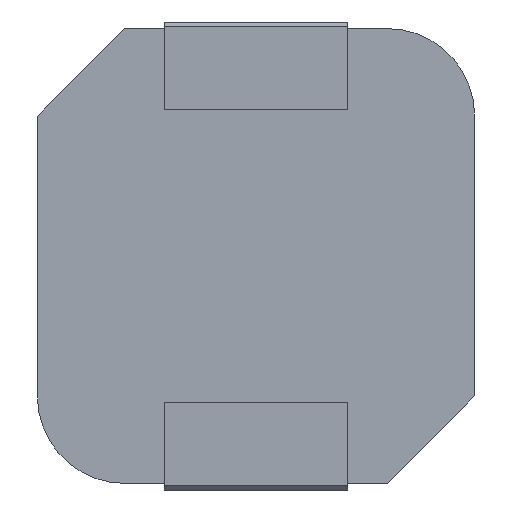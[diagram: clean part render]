
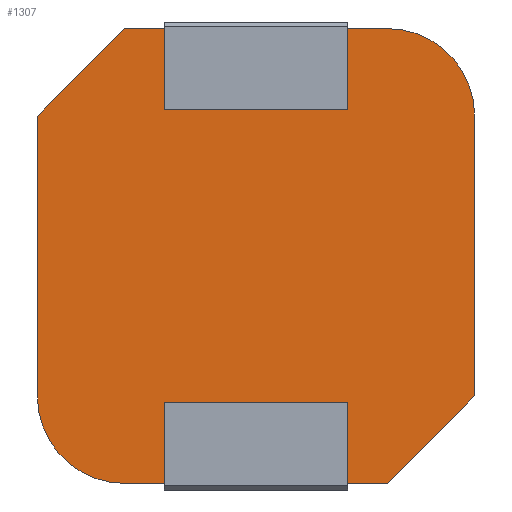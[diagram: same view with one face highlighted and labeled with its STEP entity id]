
A CAD part, front view. The second image highlights one B-rep face of the part: STEP entity #1307.
In plain terms, the highlighted planar face has unit normal (0, -1, 0).
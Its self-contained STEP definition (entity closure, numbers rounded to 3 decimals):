
#1 = CARTESIAN_POINT ( 'NONE',  ( -2.1, 0., 5.2 ) ) ;
#6 = LINE ( 'NONE', #887, #582 ) ;
#8 = LINE ( 'NONE', #324, #630 ) ;
#10 = CARTESIAN_POINT ( 'NONE',  ( -5., 0., 5.2 ) ) ;
#21 = DIRECTION ( 'NONE',  ( 0., 0., 1. ) ) ;
#26 = LINE ( 'NONE', #1369, #373 ) ;
#55 = VERTEX_POINT ( 'NONE', #570 ) ;
#102 = DIRECTION ( 'NONE',  ( 1., 0., 0. ) ) ;
#129 = PLANE ( 'NONE',  #786 ) ;
#186 = VERTEX_POINT ( 'NONE', #1428 ) ;
#194 = DIRECTION ( 'NONE',  ( 0., 0., -1. ) ) ;
#208 = EDGE_CURVE ( 'NONE', #1172, #1310, #1150, .T. ) ;
#219 = DIRECTION ( 'NONE',  ( 0., 0., 1. ) ) ;
#227 = CARTESIAN_POINT ( 'NONE',  ( -2.1, 0., 3.35 ) ) ;
#230 = VECTOR ( 'NONE', #621, 1000. ) ;
#255 = DIRECTION ( 'NONE',  ( 0., 0., -1. ) ) ;
#270 = VECTOR ( 'NONE', #102, 1000. ) ;
#291 = VERTEX_POINT ( 'NONE', #1574 ) ;
#293 = EDGE_CURVE ( 'NONE', #1104, #1214, #709, .T. ) ;
#300 = CARTESIAN_POINT ( 'NONE',  ( 2.1, 0., 5.2 ) ) ;
#311 = ORIENTED_EDGE ( 'NONE', *, *, #771, .T. ) ;
#324 = CARTESIAN_POINT ( 'NONE',  ( -2.1, 0., -5.35 ) ) ;
#336 = EDGE_CURVE ( 'NONE', #647, #551, #971, .T. ) ;
#353 = ORIENTED_EDGE ( 'NONE', *, *, #1285, .T. ) ;
#363 = CARTESIAN_POINT ( 'NONE',  ( -2.1, 0., 5.35 ) ) ;
#367 = VERTEX_POINT ( 'NONE', #673 ) ;
#370 = CARTESIAN_POINT ( 'NONE',  ( 3., 0., 5.2 ) ) ;
#373 = VECTOR ( 'NONE', #533, 1000. ) ;
#375 = DIRECTION ( 'NONE',  ( 1., 0., 0. ) ) ;
#435 = ORIENTED_EDGE ( 'NONE', *, *, #293, .T. ) ;
#450 = CARTESIAN_POINT ( 'NONE',  ( 3., 0., 3.2 ) ) ;
#498 = DIRECTION ( 'NONE',  ( -1., 0., 0. ) ) ;
#508 = VERTEX_POINT ( 'NONE', #300 ) ;
#523 = ORIENTED_EDGE ( 'NONE', *, *, #1249, .F. ) ;
#528 = VECTOR ( 'NONE', #375, 1000. ) ;
#533 = DIRECTION ( 'NONE',  ( 1., 0., 0. ) ) ;
#551 = VERTEX_POINT ( 'NONE', #1 ) ;
#566 = CARTESIAN_POINT ( 'NONE',  ( -2.1, 0., 3.35 ) ) ;
#570 = CARTESIAN_POINT ( 'NONE',  ( -2.1, 0., -5.2 ) ) ;
#582 = VECTOR ( 'NONE', #1108, 1000. ) ;
#601 = EDGE_CURVE ( 'NONE', #551, #1246, #1080, .T. ) ;
#618 = DIRECTION ( 'NONE',  ( 0., -1., 0. ) ) ;
#619 = CARTESIAN_POINT ( 'NONE',  ( -5., 0., 5.2 ) ) ;
#621 = DIRECTION ( 'NONE',  ( -0.707, 0., -0.707 ) ) ;
#630 = VECTOR ( 'NONE', #219, 1000. ) ;
#641 = CARTESIAN_POINT ( 'NONE',  ( -3., 0., -5.2 ) ) ;
#642 = EDGE_CURVE ( 'NONE', #291, #1446, #858, .T. ) ;
#647 = VERTEX_POINT ( 'NONE', #1561 ) ;
#662 = ORIENTED_EDGE ( 'NONE', *, *, #208, .T. ) ;
#673 = CARTESIAN_POINT ( 'NONE',  ( -2.1, 0., -3.35 ) ) ;
#687 = LINE ( 'NONE', #879, #848 ) ;
#689 = LINE ( 'NONE', #566, #1242 ) ;
#692 = ORIENTED_EDGE ( 'NONE', *, *, #1180, .T. ) ;
#708 = AXIS2_PLACEMENT_3D ( 'NONE', #450, #1290, #194 ) ;
#709 = LINE ( 'NONE', #966, #1021 ) ;
#719 = VERTEX_POINT ( 'NONE', #641 ) ;
#730 = DIRECTION ( 'NONE',  ( 0., 0., -1. ) ) ;
#742 = DIRECTION ( 'NONE',  ( 0., 0., -1. ) ) ;
#743 = CARTESIAN_POINT ( 'NONE',  ( -5., 0., -5.2 ) ) ;
#747 = LINE ( 'NONE', #1471, #903 ) ;
#749 = VERTEX_POINT ( 'NONE', #868 ) ;
#771 = EDGE_CURVE ( 'NONE', #749, #1079, #747, .T. ) ;
#783 = LINE ( 'NONE', #743, #942 ) ;
#786 = AXIS2_PLACEMENT_3D ( 'NONE', #1469, #981, #1100 ) ;
#806 = VECTOR ( 'NONE', #1568, 1000. ) ;
#848 = VECTOR ( 'NONE', #255, 1000. ) ;
#851 = CARTESIAN_POINT ( 'NONE',  ( -4.1, 0., 4.1 ) ) ;
#858 = LINE ( 'NONE', #619, #806 ) ;
#861 = ORIENTED_EDGE ( 'NONE', *, *, #928, .F. ) ;
#868 = CARTESIAN_POINT ( 'NONE',  ( 3., 0., -5.2 ) ) ;
#873 = CARTESIAN_POINT ( 'NONE',  ( 2.1, 0., 5.35 ) ) ;
#879 = CARTESIAN_POINT ( 'NONE',  ( 5., 0., 5.2 ) ) ;
#887 = CARTESIAN_POINT ( 'NONE',  ( -5., 0., -5.2 ) ) ;
#888 = LINE ( 'NONE', #851, #230 ) ;
#890 = ORIENTED_EDGE ( 'NONE', *, *, #1353, .T. ) ;
#897 = ORIENTED_EDGE ( 'NONE', *, *, #1402, .F. ) ;
#903 = VECTOR ( 'NONE', #1478, 1000. ) ;
#905 = EDGE_LOOP ( 'NONE', ( #1209, #353, #897, #692, #1122, #435, #523, #311, #1379, #662, #861, #1117, #1525, #977, #1274, #890 ) ) ;
#928 = EDGE_CURVE ( 'NONE', #508, #1310, #26, .T. ) ;
#930 = DIRECTION ( 'NONE',  ( 1., 0., 0. ) ) ;
#942 = VECTOR ( 'NONE', #498, 1000. ) ;
#966 = CARTESIAN_POINT ( 'NONE',  ( 2.1, 0., -5.35 ) ) ;
#971 = LINE ( 'NONE', #10, #270 ) ;
#977 = ORIENTED_EDGE ( 'NONE', *, *, #601, .F. ) ;
#981 = DIRECTION ( 'NONE',  ( 0., -1., 0. ) ) ;
#1000 = EDGE_CURVE ( 'NONE', #1246, #186, #689, .T. ) ;
#1021 = VECTOR ( 'NONE', #742, 1000. ) ;
#1038 = VECTOR ( 'NONE', #1210, 1000. ) ;
#1069 = LINE ( 'NONE', #1467, #528 ) ;
#1079 = VERTEX_POINT ( 'NONE', #1177 ) ;
#1080 = LINE ( 'NONE', #363, #1038 ) ;
#1100 = DIRECTION ( 'NONE',  ( 0., 0., -1. ) ) ;
#1104 = VERTEX_POINT ( 'NONE', #1322 ) ;
#1107 = FACE_OUTER_BOUND ( 'NONE', #905, .T. ) ;
#1108 = DIRECTION ( 'NONE',  ( -1., 0., 0. ) ) ;
#1117 = ORIENTED_EDGE ( 'NONE', *, *, #1408, .F. ) ;
#1122 = ORIENTED_EDGE ( 'NONE', *, *, #1332, .T. ) ;
#1150 = CIRCLE ( 'NONE', #708, 2. ) ;
#1172 = VERTEX_POINT ( 'NONE', #1309 ) ;
#1177 = CARTESIAN_POINT ( 'NONE',  ( 5., 0., -3.2 ) ) ;
#1180 = EDGE_CURVE ( 'NONE', #55, #367, #8, .T. ) ;
#1209 = ORIENTED_EDGE ( 'NONE', *, *, #642, .F. ) ;
#1210 = DIRECTION ( 'NONE',  ( 0., 0., -1. ) ) ;
#1214 = VERTEX_POINT ( 'NONE', #1591 ) ;
#1220 = CIRCLE ( 'NONE', #1523, 2. ) ;
#1242 = VECTOR ( 'NONE', #930, 1000. ) ;
#1246 = VERTEX_POINT ( 'NONE', #227 ) ;
#1249 = EDGE_CURVE ( 'NONE', #749, #1214, #783, .T. ) ;
#1265 = CARTESIAN_POINT ( 'NONE',  ( -5., 0., 3.2 ) ) ;
#1274 = ORIENTED_EDGE ( 'NONE', *, *, #336, .F. ) ;
#1285 = EDGE_CURVE ( 'NONE', #291, #719, #1220, .T. ) ;
#1290 = DIRECTION ( 'NONE',  ( 0., -1., 0. ) ) ;
#1307 = ADVANCED_FACE ( 'NONE', ( #1107 ), #129, .T. ) ;
#1309 = CARTESIAN_POINT ( 'NONE',  ( 5., 0., 3.2 ) ) ;
#1310 = VERTEX_POINT ( 'NONE', #370 ) ;
#1318 = LINE ( 'NONE', #873, #1528 ) ;
#1322 = CARTESIAN_POINT ( 'NONE',  ( 2.1, 0., -3.35 ) ) ;
#1329 = CARTESIAN_POINT ( 'NONE',  ( -3., 0., -3.2 ) ) ;
#1332 = EDGE_CURVE ( 'NONE', #367, #1104, #1069, .T. ) ;
#1353 = EDGE_CURVE ( 'NONE', #647, #1446, #888, .T. ) ;
#1369 = CARTESIAN_POINT ( 'NONE',  ( -5., 0., 5.2 ) ) ;
#1379 = ORIENTED_EDGE ( 'NONE', *, *, #1413, .F. ) ;
#1402 = EDGE_CURVE ( 'NONE', #55, #719, #6, .T. ) ;
#1408 = EDGE_CURVE ( 'NONE', #186, #508, #1318, .T. ) ;
#1413 = EDGE_CURVE ( 'NONE', #1172, #1079, #687, .T. ) ;
#1428 = CARTESIAN_POINT ( 'NONE',  ( 2.1, 0., 3.35 ) ) ;
#1446 = VERTEX_POINT ( 'NONE', #1265 ) ;
#1467 = CARTESIAN_POINT ( 'NONE',  ( -2.1, 0., -3.35 ) ) ;
#1469 = CARTESIAN_POINT ( 'NONE',  ( 0., 0., 0. ) ) ;
#1471 = CARTESIAN_POINT ( 'NONE',  ( 4.1, 0., -4.1 ) ) ;
#1478 = DIRECTION ( 'NONE',  ( 0.707, 0., 0.707 ) ) ;
#1523 = AXIS2_PLACEMENT_3D ( 'NONE', #1329, #618, #730 ) ;
#1525 = ORIENTED_EDGE ( 'NONE', *, *, #1000, .F. ) ;
#1528 = VECTOR ( 'NONE', #21, 1000. ) ;
#1561 = CARTESIAN_POINT ( 'NONE',  ( -3., 0., 5.2 ) ) ;
#1568 = DIRECTION ( 'NONE',  ( 0., 0., 1. ) ) ;
#1574 = CARTESIAN_POINT ( 'NONE',  ( -5., 0., -3.2 ) ) ;
#1591 = CARTESIAN_POINT ( 'NONE',  ( 2.1, 0., -5.2 ) ) ;
